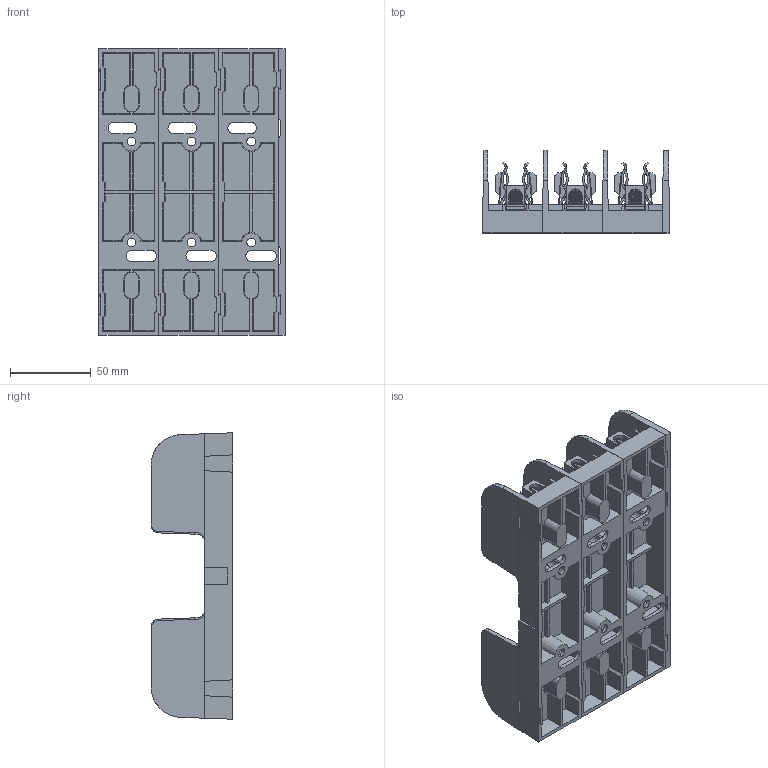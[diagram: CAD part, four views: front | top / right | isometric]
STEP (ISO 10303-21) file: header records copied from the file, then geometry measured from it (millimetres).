
FILE_DESCRIPTION (( 'STEP AP214' ), '1' );
FILE_NAME ('05B0261rev01.STEP', '2018-03-20T18:45:29', ( '' ), ( '' ), 'SwSTEP 2.0', 'SolidWorks 2017', '' );
FILE_SCHEMA (( 'AUTOMOTIVE_DESIGN' ));
Length unit declared in the file: inch
Products named in the file (1): 05B0261rev01
Bounding box: 115.65 x 50.8 x 177.8 mm (x, y, z)
Volume: 204223.6 mm3; surface area: 184939.9 mm2
Topology: 37 solids, 37 shells, 2878 faces, 7779 edges, 4982 vertices
Faces by surface type: plane 1429, cylinder 891, cone 408, torus 72, bspline 54, sphere 24
Entity records: 139354 total; most frequent: CARTESIAN_POINT 30034, ORIENTED_EDGE 15534, DIRECTION 14616, EDGE_CURVE 7767, AXIS2_PLACEMENT_3D 5016, VERTEX_POINT 4982, LINE 4584, VECTOR 4584
